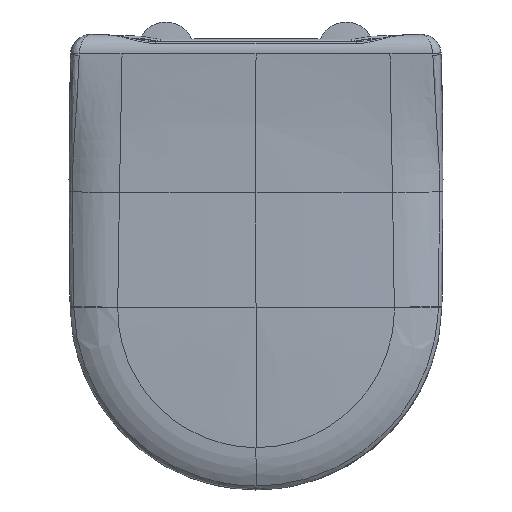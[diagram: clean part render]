
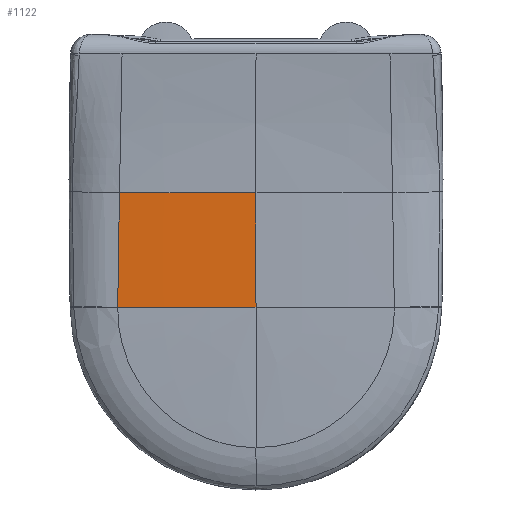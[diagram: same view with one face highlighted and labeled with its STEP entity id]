
A CAD part, top view. The second image highlights one B-rep face of the part: STEP entity #1122.
In plain terms, the highlighted free-form (B-spline) face has degree [3, 3] with [5, 4] control points.
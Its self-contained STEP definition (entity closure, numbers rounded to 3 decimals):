
#525=CIRCLE('',#8894,3603.091);
#526=CIRCLE('',#8895,3644.561);
#760=LINE('',#19152,#918);
#918=VECTOR('',#9368,1.);
#1122=ADVANCED_FACE('',(#1993),#1666,.T.);
#1666=B_SPLINE_SURFACE_WITH_KNOTS('',3,3,((#19155,#19156,#19157,#19158),
(#19159,#19160,#19161,#19162),(#19163,#19164,#19165,#19166),(#19167,#19168,
#19169,#19170),(#19171,#19172,#19173,#19174)),.UNSPECIFIED.,.F.,.F.,.F.,
(4,1,4),(4,4),(0.,0.668,1.),(0.,1.),.UNSPECIFIED.);
#1993=FACE_OUTER_BOUND('',#2522,.T.);
#2522=EDGE_LOOP('',(#3441,#3442,#3443,#3444));
#3441=ORIENTED_EDGE('',*,*,#6776,.T.);
#3442=ORIENTED_EDGE('',*,*,#6777,.F.);
#3443=ORIENTED_EDGE('',*,*,#6778,.T.);
#3444=ORIENTED_EDGE('',*,*,#6768,.T.);
#5871=VERTEX_POINT('',#18064);
#5873=VERTEX_POINT('',#18551);
#5876=VERTEX_POINT('',#19070);
#5877=VERTEX_POINT('',#19153);
#6768=EDGE_CURVE('',#5871,#5873,#8055,.T.);
#6776=EDGE_CURVE('',#5873,#5876,#525,.T.);
#6777=EDGE_CURVE('',#5877,#5876,#760,.T.);
#6778=EDGE_CURVE('',#5877,#5871,#526,.T.);
#8055=B_SPLINE_CURVE_WITH_KNOTS('',3,(#18552,#18553,#18554,#18555,#18556,
#18557,#18558,#18559),.UNSPECIFIED.,.F.,.F.,(4,2,2,4),(0.,0.25,0.5,1.),
 .UNSPECIFIED.);
#8894=AXIS2_PLACEMENT_3D('',#19071,#9366,#9367);
#8895=AXIS2_PLACEMENT_3D('',#19154,#9369,#9370);
#9366=DIRECTION('',(0.,1.,0.));
#9367=DIRECTION('',(-0.038,0.,0.999));
#9368=DIRECTION('',(0.,-1.,-0.017));
#9369=DIRECTION('',(0.,-1.,0.));
#9370=DIRECTION('',(0.,0.,1.));
#18064=CARTESIAN_POINT('',(-136.563,-143.,13.625));
#18551=CARTESIAN_POINT('',(-138.29,-257.206,11.536));
#18552=CARTESIAN_POINT('',(-136.563,-143.,13.625));
#18553=CARTESIAN_POINT('',(-136.755,-151.794,13.464));
#18554=CARTESIAN_POINT('',(-136.935,-160.72,13.3));
#18555=CARTESIAN_POINT('',(-137.273,-178.839,12.969));
#18556=CARTESIAN_POINT('',(-137.431,-188.076,12.8));
#18557=CARTESIAN_POINT('',(-137.86,-215.916,12.29));
#18558=CARTESIAN_POINT('',(-138.108,-235.867,11.926));
#18559=CARTESIAN_POINT('',(-138.29,-257.206,11.536));
#19070=CARTESIAN_POINT('',(0.,-257.206,14.191));
#19071=CARTESIAN_POINT('',(0.,-257.206,-3588.9));
#19152=CARTESIAN_POINT('',(0.,-200.103,15.187));
#19153=CARTESIAN_POINT('',(0.,-143.,16.184));
#19154=CARTESIAN_POINT('',(0.,-143.,-3628.377));
#19155=CARTESIAN_POINT('',(0.,-143.,16.184));
#19156=CARTESIAN_POINT('',(0.,-181.069,15.52));
#19157=CARTESIAN_POINT('',(0.,-219.137,14.855));
#19158=CARTESIAN_POINT('',(0.,-257.206,14.191));
#19159=CARTESIAN_POINT('',(-31.178,-143.,16.184));
#19160=CARTESIAN_POINT('',(-31.168,-181.069,15.52));
#19161=CARTESIAN_POINT('',(-31.108,-219.138,14.855));
#19162=CARTESIAN_POINT('',(-31.001,-257.206,14.191));
#19163=CARTESIAN_POINT('',(-77.829,-143.,15.585));
#19164=CARTESIAN_POINT('',(-77.802,-181.069,14.921));
#19165=CARTESIAN_POINT('',(-77.654,-219.139,14.256));
#19166=CARTESIAN_POINT('',(-77.385,-257.206,13.592));
#19167=CARTESIAN_POINT('',(-124.457,-143.,14.091));
#19168=CARTESIAN_POINT('',(-124.413,-181.07,13.427));
#19169=CARTESIAN_POINT('',(-124.176,-219.14,12.762));
#19170=CARTESIAN_POINT('',(-123.747,-257.206,12.098));
#19171=CARTESIAN_POINT('',(-139.918,-143.,13.497));
#19172=CARTESIAN_POINT('',(-139.869,-181.07,12.833));
#19173=CARTESIAN_POINT('',(-139.602,-219.14,12.168));
#19174=CARTESIAN_POINT('',(-139.119,-257.206,11.504));
